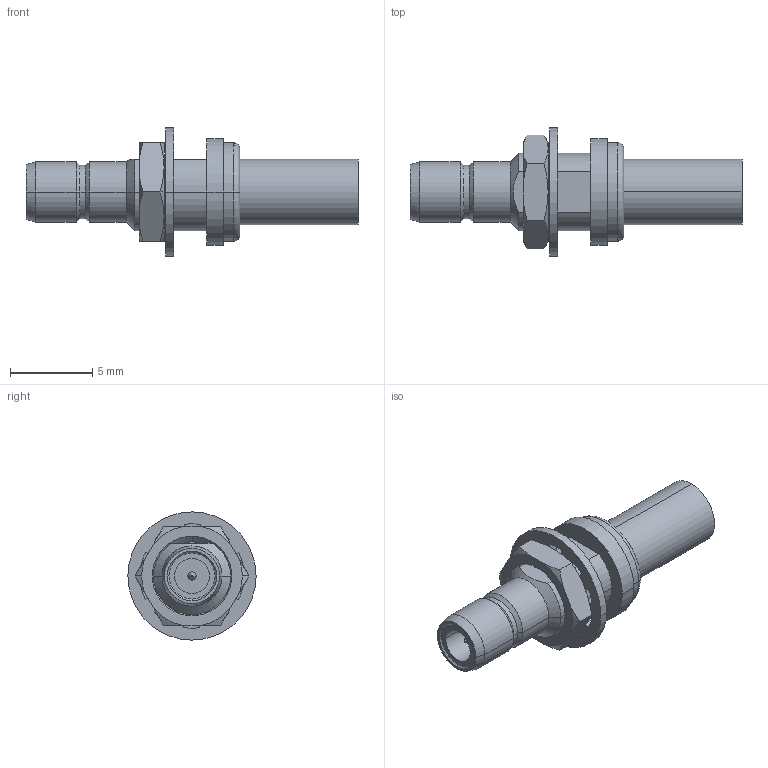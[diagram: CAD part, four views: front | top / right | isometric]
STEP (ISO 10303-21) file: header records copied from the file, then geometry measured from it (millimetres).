
FILE_DESCRIPTION (( 'STEP AP214' ), '1' );
FILE_NAME ('FMCN5436_3D.step', '2025-05-23T15:53:23', ( '' ), ( '' ), 'SwSTEP 2.0', 'SolidWorks 2022', '' );
FILE_SCHEMA (( 'AUTOMOTIVE_DESIGN' ));
Length unit declared in the file: inch
Products named in the file (5): SMB8105-0316-7^FMCN5436; FMCN5436_3D; PE48010_FERRULE^FMCN5436; SMB8105-0316^FMCN5436; SMB8105-0316-8^FMCN5436
Assembly tree (4 placements, depth 2):
  FMCN5436_3D
    SMB8105-0316^FMCN5436
    SMB8105-0316-7^FMCN5436
    SMB8105-0316-8^FMCN5436
    PE48010_FERRULE^FMCN5436
Bounding box: 20.2 x 7.8 x 7.8 mm (x, y, z)
Volume: 281 mm3; surface area: 627.9 mm2
Topology: 4 solids, 4 shells, 134 faces, 322 edges, 204 vertices
Faces by surface type: cylinder 52, plane 43, cone 21, sphere 16, torus 2
Entity records: 4187 total; most frequent: DIRECTION 777, CARTESIAN_POINT 676, ORIENTED_EDGE 644, EDGE_CURVE 322, AXIS2_PLACEMENT_3D 315, VERTEX_POINT 204, CIRCLE 174, EDGE_LOOP 148
